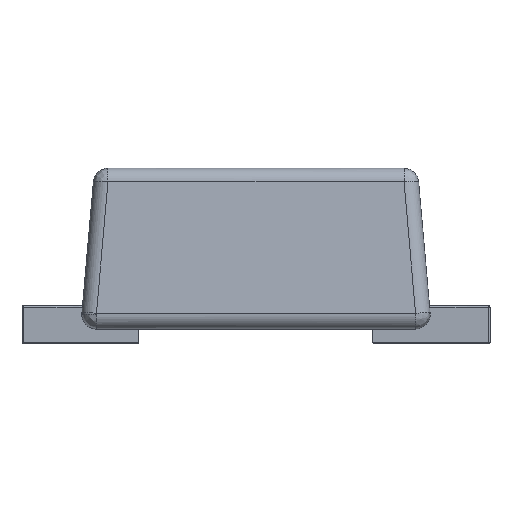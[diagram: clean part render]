
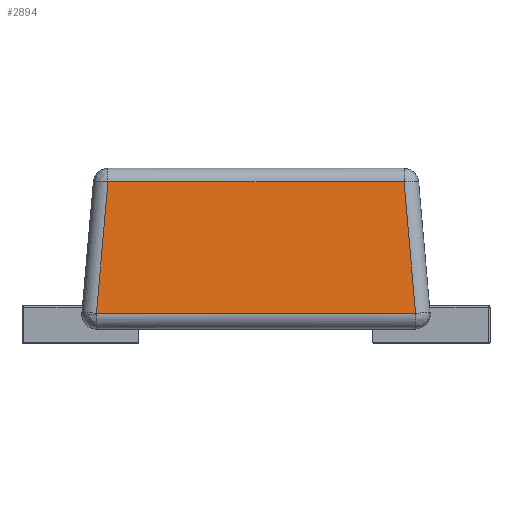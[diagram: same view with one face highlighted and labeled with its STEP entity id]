
A CAD part, left-side view. The second image highlights one B-rep face of the part: STEP entity #2894.
In plain terms, the highlighted planar face has unit normal (-0.996, 0, 0.087).
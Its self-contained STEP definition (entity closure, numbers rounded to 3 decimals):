
#107=B_SPLINE_CURVE_WITH_KNOTS('',1,(#3322,#3323),.UNSPECIFIED.,.F.,.U.,
(2,2),(0.,1.091),.UNSPECIFIED.);
#183=B_SPLINE_CURVE_WITH_KNOTS('',1,(#4120,#4121),.UNSPECIFIED.,.F.,.U.,
(2,2),(0.,1.012),.UNSPECIFIED.);
#184=B_SPLINE_CURVE_WITH_KNOTS('',1,(#4124,#4125),.UNSPECIFIED.,.F.,.U.,
(2,2),(0.,0.453),.UNSPECIFIED.);
#185=B_SPLINE_CURVE_WITH_KNOTS('',1,(#4126,#4127),.UNSPECIFIED.,.F.,.U.,
(2,2),(0.,0.453),.UNSPECIFIED.);
#438=AXIS2_PLACEMENT_3D('',#4119,#494,$);
#494=DIRECTION('',(-0.996,0.,0.087));
#552=PLANE('',#438);
#589=VERTEX_POINT('',#3035);
#644=VERTEX_POINT('',#3321);
#716=VERTEX_POINT('',#4122);
#717=VERTEX_POINT('',#4123);
#1115=EDGE_CURVE('',#644,#589,#107,.T.);
#1228=EDGE_CURVE('',#716,#717,#183,.T.);
#1229=EDGE_CURVE('',#717,#589,#184,.T.);
#1230=EDGE_CURVE('',#644,#716,#185,.T.);
#1807=ORIENTED_EDGE('',*,*,#1228,.T.);
#1808=ORIENTED_EDGE('',*,*,#1229,.T.);
#1809=ORIENTED_EDGE('',*,*,#1115,.F.);
#1810=ORIENTED_EDGE('',*,*,#1230,.T.);
#2550=EDGE_LOOP('',(#1807,#1808,#1809,#1810));
#2722=FACE_BOUND('',#2550,.T.);
#2894=ADVANCED_FACE('',(#2722),#552,.T.);
#3035=CARTESIAN_POINT('',(-0.795,0.545,0.104));
#3321=CARTESIAN_POINT('',(-0.795,-0.545,0.104));
#3322=CARTESIAN_POINT('',(-0.795,-0.545,0.104));
#3323=CARTESIAN_POINT('',(-0.795,0.545,0.104));
#4119=CARTESIAN_POINT('',(-0.852,-0.656,-0.54));
#4120=CARTESIAN_POINT('',(-0.756,-0.506,0.554));
#4121=CARTESIAN_POINT('',(-0.756,0.506,0.554));
#4122=CARTESIAN_POINT('',(-0.756,-0.506,0.554));
#4123=CARTESIAN_POINT('',(-0.756,0.506,0.554));
#4124=CARTESIAN_POINT('',(-0.756,0.506,0.554));
#4125=CARTESIAN_POINT('',(-0.795,0.545,0.104));
#4126=CARTESIAN_POINT('',(-0.795,-0.545,0.104));
#4127=CARTESIAN_POINT('',(-0.756,-0.506,0.554));
